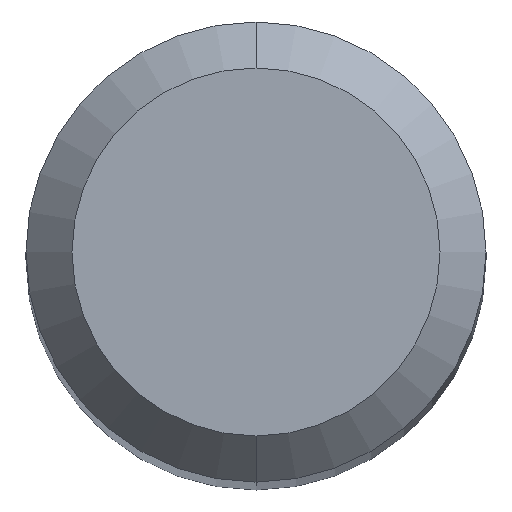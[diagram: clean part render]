
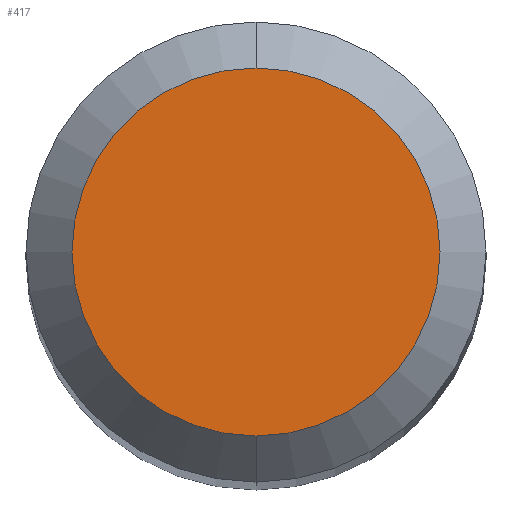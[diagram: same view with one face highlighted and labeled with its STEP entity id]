
A CAD part, top view. The second image highlights one B-rep face of the part: STEP entity #417.
In plain terms, the highlighted planar face has unit normal (0, 0, 1).
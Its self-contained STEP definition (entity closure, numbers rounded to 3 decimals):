
#241=EDGE_CURVE('',#249,#247,#554,.T.);
#247=VERTEX_POINT('',#561);
#249=VERTEX_POINT('',#563);
#399=EDGE_CURVE('',#247,#249,#726,.T.);
#417=ADVANCED_FACE('',(#747),#748,.T.);
#554=CIRCLE('',#940,1.2);
#561=CARTESIAN_POINT('',(0.0,1.2,0.));
#563=CARTESIAN_POINT('',(0.,-1.2,0.));
#726=CIRCLE('',#1305,1.2);
#747=FACE_OUTER_BOUND('',#1331,.T.);
#748=PLANE('',#1332);
#940=AXIS2_PLACEMENT_3D('',#1519,#1520,#1521);
#1305=AXIS2_PLACEMENT_3D('',#1721,#1722,#1723);
#1331=EDGE_LOOP('',(#1752,#1753));
#1332=AXIS2_PLACEMENT_3D('',#1754,#1755,#1756);
#1519=CARTESIAN_POINT('',(0.0,0.0,0.));
#1520=DIRECTION('',(0.0,0.0,-1.0));
#1521=DIRECTION('',(0.0,1.0,0.0));
#1721=CARTESIAN_POINT('',(0.0,0.0,0.));
#1722=DIRECTION('',(0.0,0.0,-1.0));
#1723=DIRECTION('',(0.0,1.0,0.0));
#1752=ORIENTED_EDGE('',*,*,#399,.F.);
#1753=ORIENTED_EDGE('',*,*,#241,.F.);
#1754=CARTESIAN_POINT('',(0.0,0.6,0.));
#1755=DIRECTION('',(-0.0,0.0,1.0));
#1756=DIRECTION('',(0.0,-1.0,0.0));
